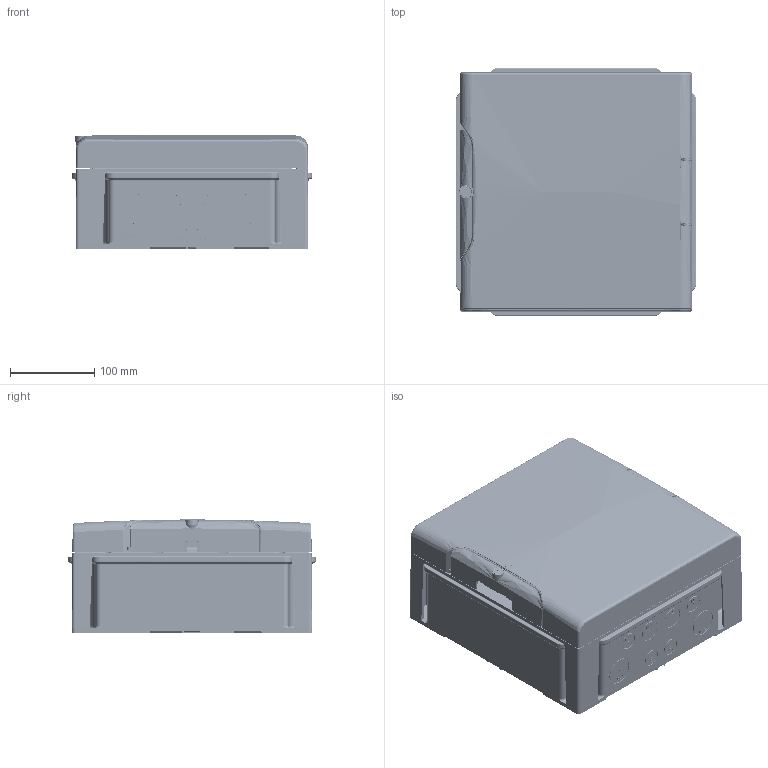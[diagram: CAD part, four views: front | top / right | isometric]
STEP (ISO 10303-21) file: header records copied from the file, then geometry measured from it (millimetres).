
FILE_DESCRIPTION (( 'STEP AP203' ), '1' );
FILE_NAME ('KR5-KP72-N-09-65 KREPTA 5 扻豵鵨 瀇 帎砅-9 IP65 IEK.STEP', '2023-06-29T11:36:01', ( '' ), ( '' ), 'SwSTEP 2.0', 'SolidWorks 2022', '' );
FILE_SCHEMA (( 'CONFIG_CONTROL_DESIGN' ));
Products named in the file (1): KR5-KP72-N-09-65 KREPTA 5 Корпус пл КМПн-9 IP65 IEK
Bounding box: 284.6 x 293.6 x 134.25 mm (x, y, z)
Volume: 597054.4 mm3; surface area: 1015729.3 mm2
Topology: 6 solids, 13 shells, 8931 faces, 23490 edges, 14705 vertices
Faces by surface type: cylinder 3094, plane 2898, bspline 1378, cone 624, torus 613, sphere 324
Entity records: 347034 total; most frequent: CARTESIAN_POINT 144425, ORIENTED_EDGE 46684, DIRECTION 36538, EDGE_CURVE 23342, VERTEX_POINT 14689, AXIS2_PLACEMENT_3D 12685, LINE 11168, VECTOR 11168
